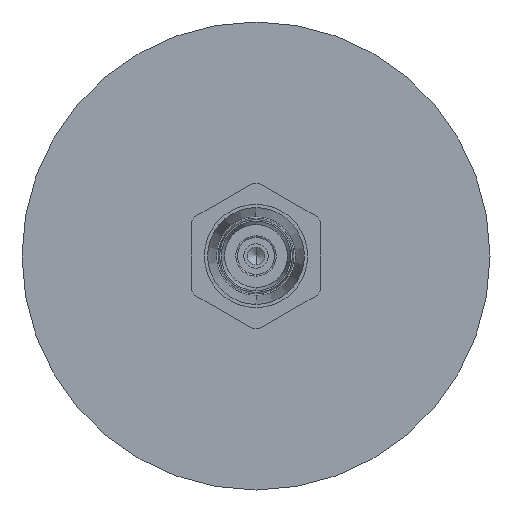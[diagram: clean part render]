
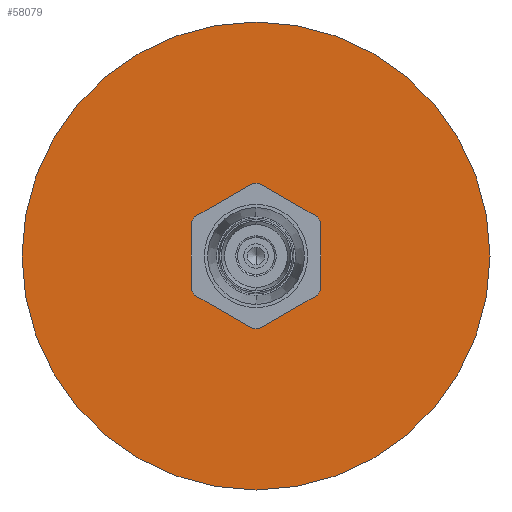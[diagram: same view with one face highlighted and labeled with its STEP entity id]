
A CAD part, left-side view. The second image highlights one B-rep face of the part: STEP entity #58079.
In plain terms, the highlighted planar face has unit normal (-1, 0, 0).
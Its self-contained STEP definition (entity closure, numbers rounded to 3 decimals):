
#1492 = VECTOR ( 'NONE', #11970, 1000. ) ;
#1705 = DIRECTION ( 'NONE',  ( 1., 0., 0. ) ) ;
#2202 = CARTESIAN_POINT ( 'NONE',  ( 8.8, 0., 0. ) ) ;
#2290 = EDGE_CURVE ( 'NONE', #10425, #54093, #33286, .T. ) ;
#2424 = DIRECTION ( 'NONE',  ( -1., 0., 0. ) ) ;
#2675 = VERTEX_POINT ( 'NONE', #15979 ) ;
#3120 = DIRECTION ( 'NONE',  ( 0., 0., -1. ) ) ;
#3429 = CARTESIAN_POINT ( 'NONE',  ( 8.8, 0., -4.5 ) ) ;
#3459 = CIRCLE ( 'NONE', #38953, 14.5 ) ;
#3676 = EDGE_CURVE ( 'NONE', #13643, #22289, #57438, .T. ) ;
#4280 = VERTEX_POINT ( 'NONE', #14139 ) ;
#4462 = CIRCLE ( 'NONE', #24171, 4.5 ) ;
#5811 = CARTESIAN_POINT ( 'NONE',  ( 8.8, -4., 2.309 ) ) ;
#5861 = DIRECTION ( 'NONE',  ( 0., 0., -1. ) ) ;
#6009 = DIRECTION ( 'NONE',  ( 0., 0., -1. ) ) ;
#6173 = CARTESIAN_POINT ( 'NONE',  ( 8.8, 0., 0. ) ) ;
#7508 = CARTESIAN_POINT ( 'NONE',  ( 8.8, 3.785, -2.433 ) ) ;
#7568 = ORIENTED_EDGE ( 'NONE', *, *, #37094, .T. ) ;
#7718 = VERTEX_POINT ( 'NONE', #51305 ) ;
#7774 = VERTEX_POINT ( 'NONE', #41808 ) ;
#8071 = ORIENTED_EDGE ( 'NONE', *, *, #8756, .T. ) ;
#8756 = EDGE_CURVE ( 'NONE', #29095, #7774, #16787, .T. ) ;
#9013 = CARTESIAN_POINT ( 'NONE',  ( 8.8, 4., 2.309 ) ) ;
#9838 = ORIENTED_EDGE ( 'NONE', *, *, #38966, .T. ) ;
#9930 = LINE ( 'NONE', #9013, #57727 ) ;
#10336 = CIRCLE ( 'NONE', #16223, 4.5 ) ;
#10425 = VERTEX_POINT ( 'NONE', #22711 ) ;
#10495 = CARTESIAN_POINT ( 'NONE',  ( 8.8, 0., 0. ) ) ;
#10599 = EDGE_CURVE ( 'NONE', #22289, #35440, #31651, .T. ) ;
#10809 = CARTESIAN_POINT ( 'NONE',  ( 8.8, -3.785, -2.433 ) ) ;
#11847 = DIRECTION ( 'NONE',  ( 1., 0., 0. ) ) ;
#11970 = DIRECTION ( 'NONE',  ( 0., -0.866, 0.5 ) ) ;
#12114 = ORIENTED_EDGE ( 'NONE', *, *, #56581, .T. ) ;
#12276 = CARTESIAN_POINT ( 'NONE',  ( 8.8, 3.785, 2.433 ) ) ;
#12850 = ORIENTED_EDGE ( 'NONE', *, *, #26657, .T. ) ;
#13433 = EDGE_CURVE ( 'NONE', #4280, #10425, #41866, .T. ) ;
#13643 = VERTEX_POINT ( 'NONE', #3429 ) ;
#13804 = ORIENTED_EDGE ( 'NONE', *, *, #40476, .T. ) ;
#13995 = ORIENTED_EDGE ( 'NONE', *, *, #13433, .T. ) ;
#14139 = CARTESIAN_POINT ( 'NONE',  ( 8.8, 0.215, 4.495 ) ) ;
#14327 = AXIS2_PLACEMENT_3D ( 'NONE', #2202, #26581, #3120 ) ;
#15454 = DIRECTION ( 'NONE',  ( 0., 0., -1. ) ) ;
#15884 = ORIENTED_EDGE ( 'NONE', *, *, #10599, .T. ) ;
#15979 = CARTESIAN_POINT ( 'NONE',  ( 8.8, 4., 2.062 ) ) ;
#16075 = VECTOR ( 'NONE', #24646, 1000. ) ;
#16223 = AXIS2_PLACEMENT_3D ( 'NONE', #6173, #43190, #15454 ) ;
#16299 = CARTESIAN_POINT ( 'NONE',  ( 8.8, 0., 4.619 ) ) ;
#16437 = DIRECTION ( 'NONE',  ( 0., 0., -1. ) ) ;
#16650 = EDGE_CURVE ( 'NONE', #54093, #29095, #24186, .T. ) ;
#16787 = LINE ( 'NONE', #48817, #54519 ) ;
#16826 = ORIENTED_EDGE ( 'NONE', *, *, #2290, .T. ) ;
#16849 = DIRECTION ( 'NONE',  ( 0., 0.866, 0.5 ) ) ;
#17423 = AXIS2_PLACEMENT_3D ( 'NONE', #27852, #32494, #60165 ) ;
#17957 = ORIENTED_EDGE ( 'NONE', *, *, #40407, .T. ) ;
#18305 = PLANE ( 'NONE',  #17423 ) ;
#20336 = ORIENTED_EDGE ( 'NONE', *, *, #16650, .T. ) ;
#20338 = CIRCLE ( 'NONE', #22321, 4.5 ) ;
#20491 = CARTESIAN_POINT ( 'NONE',  ( 8.8, 0., 14.5 ) ) ;
#20626 = DIRECTION ( 'NONE',  ( 0., 0.866, -0.5 ) ) ;
#21044 = AXIS2_PLACEMENT_3D ( 'NONE', #30368, #11847, #29755 ) ;
#21563 = CARTESIAN_POINT ( 'NONE',  ( 8.8, 0., 0. ) ) ;
#22289 = VERTEX_POINT ( 'NONE', #34947 ) ;
#22321 = AXIS2_PLACEMENT_3D ( 'NONE', #55878, #23870, #60807 ) ;
#22711 = CARTESIAN_POINT ( 'NONE',  ( 8.8, -0.215, 4.495 ) ) ;
#23529 = VERTEX_POINT ( 'NONE', #12276 ) ;
#23870 = DIRECTION ( 'NONE',  ( 1., 0., 0. ) ) ;
#24008 = ORIENTED_EDGE ( 'NONE', *, *, #3676, .T. ) ;
#24043 = ORIENTED_EDGE ( 'NONE', *, *, #39325, .T. ) ;
#24171 = AXIS2_PLACEMENT_3D ( 'NONE', #58615, #43894, #16437 ) ;
#24186 = CIRCLE ( 'NONE', #58566, 4.5 ) ;
#24646 = DIRECTION ( 'NONE',  ( 0., -0.866, -0.5 ) ) ;
#25467 = EDGE_CURVE ( 'NONE', #51381, #13643, #20338, .T. ) ;
#26581 = DIRECTION ( 'NONE',  ( 1., 0., 0. ) ) ;
#26657 = EDGE_CURVE ( 'NONE', #2675, #23529, #37056, .T. ) ;
#27455 = ORIENTED_EDGE ( 'NONE', *, *, #33618, .T. ) ;
#27852 = CARTESIAN_POINT ( 'NONE',  ( 8.8, 14.5, 0. ) ) ;
#28162 = FACE_OUTER_BOUND ( 'NONE', #49228, .T. ) ;
#29095 = VERTEX_POINT ( 'NONE', #48727 ) ;
#29755 = DIRECTION ( 'NONE',  ( 0., 0., -1. ) ) ;
#29966 = VECTOR ( 'NONE', #20626, 1000. ) ;
#30368 = CARTESIAN_POINT ( 'NONE',  ( 8.8, 0., 0. ) ) ;
#31628 = VERTEX_POINT ( 'NONE', #32653 ) ;
#31651 = LINE ( 'NONE', #50084, #36907 ) ;
#32494 = DIRECTION ( 'NONE',  ( -1., 0., 0. ) ) ;
#32653 = CARTESIAN_POINT ( 'NONE',  ( 8.8, 0., -14.5 ) ) ;
#32793 = FACE_BOUND ( 'NONE', #33192, .T. ) ;
#33192 = EDGE_LOOP ( 'NONE', ( #12850, #9838, #13995, #16826, #20336, #8071, #7568, #27455, #53958, #24008, #15884, #24043, #12114 ) ) ;
#33286 = LINE ( 'NONE', #5811, #16075 ) ;
#33618 = EDGE_CURVE ( 'NONE', #48926, #51381, #48019, .T. ) ;
#34947 = CARTESIAN_POINT ( 'NONE',  ( 8.8, 0.215, -4.495 ) ) ;
#35440 = VERTEX_POINT ( 'NONE', #7508 ) ;
#36907 = VECTOR ( 'NONE', #16849, 1000. ) ;
#37056 = CIRCLE ( 'NONE', #44907, 4.5 ) ;
#37094 = EDGE_CURVE ( 'NONE', #7774, #48926, #10336, .T. ) ;
#38705 = CARTESIAN_POINT ( 'NONE',  ( 8.8, 0., 0. ) ) ;
#38953 = AXIS2_PLACEMENT_3D ( 'NONE', #21563, #59101, #40653 ) ;
#38966 = EDGE_CURVE ( 'NONE', #23529, #4280, #58475, .T. ) ;
#39325 = EDGE_CURVE ( 'NONE', #35440, #7718, #4462, .T. ) ;
#40407 = EDGE_CURVE ( 'NONE', #45014, #31628, #44814, .T. ) ;
#40440 = CARTESIAN_POINT ( 'NONE',  ( 8.8, -3.785, 2.433 ) ) ;
#40476 = EDGE_CURVE ( 'NONE', #31628, #45014, #3459, .T. ) ;
#40653 = DIRECTION ( 'NONE',  ( 0., 0., -1. ) ) ;
#41808 = CARTESIAN_POINT ( 'NONE',  ( 8.8, -4., -2.062 ) ) ;
#41866 = CIRCLE ( 'NONE', #14327, 4.5 ) ;
#42074 = CARTESIAN_POINT ( 'NONE',  ( 8.8, -0.215, -4.495 ) ) ;
#42312 = DIRECTION ( 'NONE',  ( 0., 0., 1. ) ) ;
#43175 = DIRECTION ( 'NONE',  ( 1., 0., 0. ) ) ;
#43190 = DIRECTION ( 'NONE',  ( 1., 0., 0. ) ) ;
#43894 = DIRECTION ( 'NONE',  ( 1., 0., 0. ) ) ;
#44652 = CARTESIAN_POINT ( 'NONE',  ( 8.8, 0., 0. ) ) ;
#44814 = CIRCLE ( 'NONE', #47745, 14.5 ) ;
#44907 = AXIS2_PLACEMENT_3D ( 'NONE', #10495, #43175, #5861 ) ;
#45014 = VERTEX_POINT ( 'NONE', #20491 ) ;
#45570 = DIRECTION ( 'NONE',  ( 0., 0., -1. ) ) ;
#47745 = AXIS2_PLACEMENT_3D ( 'NONE', #44652, #2424, #45570 ) ;
#48019 = LINE ( 'NONE', #57874, #29966 ) ;
#48727 = CARTESIAN_POINT ( 'NONE',  ( 8.8, -4., 2.062 ) ) ;
#48817 = CARTESIAN_POINT ( 'NONE',  ( 8.8, -4., -2.309 ) ) ;
#48926 = VERTEX_POINT ( 'NONE', #10809 ) ;
#49228 = EDGE_LOOP ( 'NONE', ( #13804, #17957 ) ) ;
#50084 = CARTESIAN_POINT ( 'NONE',  ( 8.8, 4., -2.309 ) ) ;
#51305 = CARTESIAN_POINT ( 'NONE',  ( 8.8, 4., -2.062 ) ) ;
#51381 = VERTEX_POINT ( 'NONE', #42074 ) ;
#53958 = ORIENTED_EDGE ( 'NONE', *, *, #25467, .T. ) ;
#54093 = VERTEX_POINT ( 'NONE', #40440 ) ;
#54519 = VECTOR ( 'NONE', #58352, 1000. ) ;
#55878 = CARTESIAN_POINT ( 'NONE',  ( 8.8, 0., 0. ) ) ;
#56581 = EDGE_CURVE ( 'NONE', #7718, #2675, #9930, .T. ) ;
#57438 = CIRCLE ( 'NONE', #21044, 4.5 ) ;
#57727 = VECTOR ( 'NONE', #42312, 1000. ) ;
#57874 = CARTESIAN_POINT ( 'NONE',  ( 8.8, 0., -4.619 ) ) ;
#58079 = ADVANCED_FACE ( 'NONE', ( #28162, #32793 ), #18305, .T. ) ;
#58352 = DIRECTION ( 'NONE',  ( 0., 0., -1. ) ) ;
#58475 = LINE ( 'NONE', #16299, #1492 ) ;
#58566 = AXIS2_PLACEMENT_3D ( 'NONE', #38705, #1705, #6009 ) ;
#58615 = CARTESIAN_POINT ( 'NONE',  ( 8.8, 0., 0. ) ) ;
#59101 = DIRECTION ( 'NONE',  ( -1., 0., 0. ) ) ;
#60165 = DIRECTION ( 'NONE',  ( 0., 0., 1. ) ) ;
#60807 = DIRECTION ( 'NONE',  ( 0., 0., -1. ) ) ;
